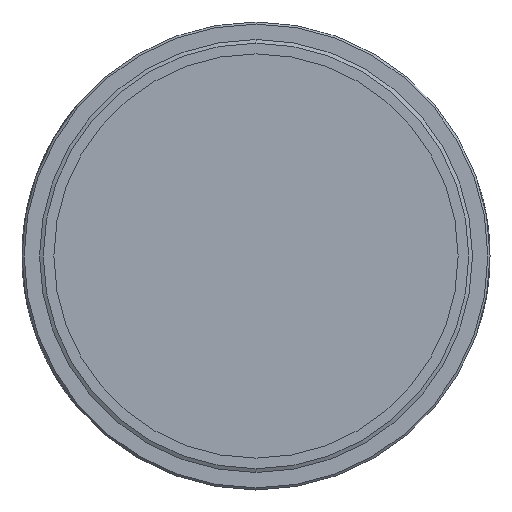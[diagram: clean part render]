
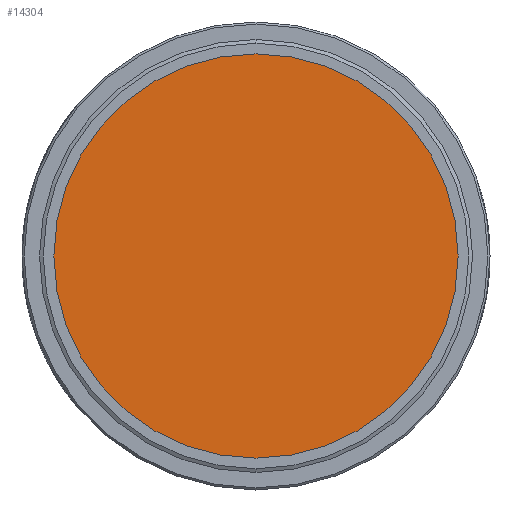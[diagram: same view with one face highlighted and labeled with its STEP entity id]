
A CAD part, left-side view. The second image highlights one B-rep face of the part: STEP entity #14304.
In plain terms, the highlighted planar face has unit normal (-1, 0, 0).
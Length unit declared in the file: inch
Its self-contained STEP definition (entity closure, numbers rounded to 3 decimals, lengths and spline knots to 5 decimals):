
#1265 = DIRECTION ( 'NONE',  ( 1., 0., 0. ) ) ;
#1851 = CARTESIAN_POINT ( 'NONE',  ( -0.105, 0.39382, -0.91919 ) ) ;
#1901 = CARTESIAN_POINT ( 'NONE',  ( -0.105, 0., 0. ) ) ;
#2088 = EDGE_CURVE ( 'NONE', #8950, #5856, #10300, .T. ) ;
#2839 = FACE_OUTER_BOUND ( 'NONE', #3651, .T. ) ;
#3050 = DIRECTION ( 'NONE',  ( 0., 0.394, -0.919 ) ) ;
#3651 = EDGE_LOOP ( 'NONE', ( #12262, #6431 ) ) ;
#5157 = CIRCLE ( 'NONE', #9130, 1. ) ;
#5856 = VERTEX_POINT ( 'NONE', #7494 ) ;
#5985 = DIRECTION ( 'NONE',  ( 1., 0., 0. ) ) ;
#6088 = AXIS2_PLACEMENT_3D ( 'NONE', #1901, #9879, #3050 ) ;
#6431 = ORIENTED_EDGE ( 'NONE', *, *, #14536, .F. ) ;
#7494 = CARTESIAN_POINT ( 'NONE',  ( -0.105, -0.39382, 0.91919 ) ) ;
#8107 = CARTESIAN_POINT ( 'NONE',  ( -0.105, 0., 0. ) ) ;
#8950 = VERTEX_POINT ( 'NONE', #1851 ) ;
#9130 = AXIS2_PLACEMENT_3D ( 'NONE', #8107, #1265, #9242 ) ;
#9242 = DIRECTION ( 'NONE',  ( 0., 0.394, -0.919 ) ) ;
#9879 = DIRECTION ( 'NONE',  ( 1., 0., 0. ) ) ;
#10300 = CIRCLE ( 'NONE', #13434, 1. ) ;
#12064 = PLANE ( 'NONE',  #6088 ) ;
#12262 = ORIENTED_EDGE ( 'NONE', *, *, #2088, .F. ) ;
#12783 = CARTESIAN_POINT ( 'NONE',  ( -0.105, 0., 0. ) ) ;
#13434 = AXIS2_PLACEMENT_3D ( 'NONE', #12783, #5985, #13932 ) ;
#13932 = DIRECTION ( 'NONE',  ( 0., 0.394, -0.919 ) ) ;
#14304 = ADVANCED_FACE ( 'NONE', ( #2839 ), #12064, .F. ) ;
#14536 = EDGE_CURVE ( 'NONE', #5856, #8950, #5157, .T. ) ;
